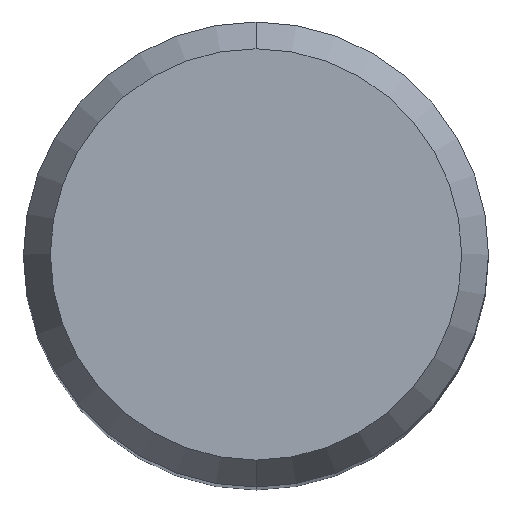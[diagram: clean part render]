
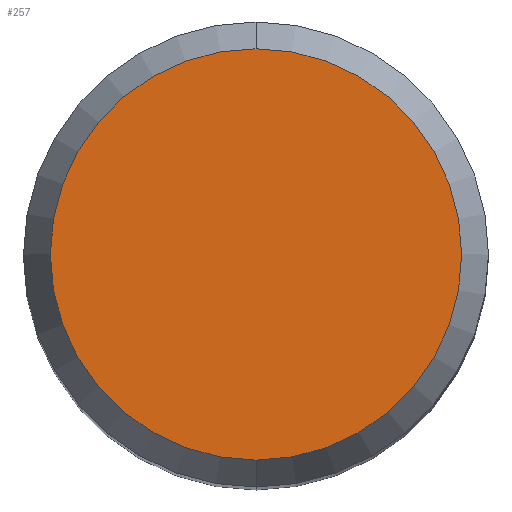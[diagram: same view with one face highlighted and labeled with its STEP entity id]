
A CAD part, top view. The second image highlights one B-rep face of the part: STEP entity #257.
In plain terms, the highlighted planar face has unit normal (0, 0, 1).
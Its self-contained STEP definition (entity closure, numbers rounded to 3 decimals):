
#257=ADVANCED_FACE('',(#558),#559,.T.);
#267=VERTEX_POINT('',#571);
#305=EDGE_CURVE('',#425,#267,#610,.T.);
#329=EDGE_CURVE('',#267,#425,#637,.T.);
#425=VERTEX_POINT('',#741);
#558=FACE_OUTER_BOUND('',#991,.T.);
#559=PLANE('',#992);
#571=CARTESIAN_POINT('',(0.,-4.423,0.0));
#610=CIRCLE('',#1085,4.423);
#637=CIRCLE('',#1118,4.423);
#741=CARTESIAN_POINT('',(0.0,4.423,0.0));
#991=EDGE_LOOP('',(#1537,#1538));
#992=AXIS2_PLACEMENT_3D('',#1539,#1540,#1541);
#1085=AXIS2_PLACEMENT_3D('',#1577,#1578,#1579);
#1118=AXIS2_PLACEMENT_3D('',#1614,#1615,#1616);
#1537=ORIENTED_EDGE('',*,*,#305,.F.);
#1538=ORIENTED_EDGE('',*,*,#329,.F.);
#1539=CARTESIAN_POINT('',(0.0,2.211,0.0));
#1540=DIRECTION('',(-0.0,0.0,1.0));
#1541=DIRECTION('',(0.0,-1.0,0.0));
#1577=CARTESIAN_POINT('',(0.0,0.0,0.0));
#1578=DIRECTION('',(0.0,0.0,-1.0));
#1579=DIRECTION('',(0.0,1.0,0.0));
#1614=CARTESIAN_POINT('',(0.0,0.0,0.0));
#1615=DIRECTION('',(0.0,0.0,-1.0));
#1616=DIRECTION('',(0.0,1.0,0.0));
